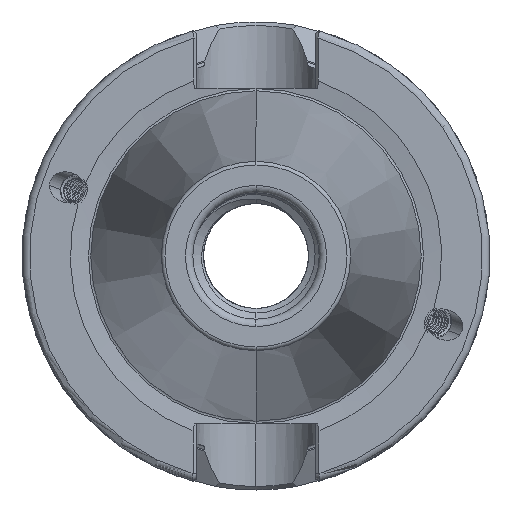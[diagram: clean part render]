
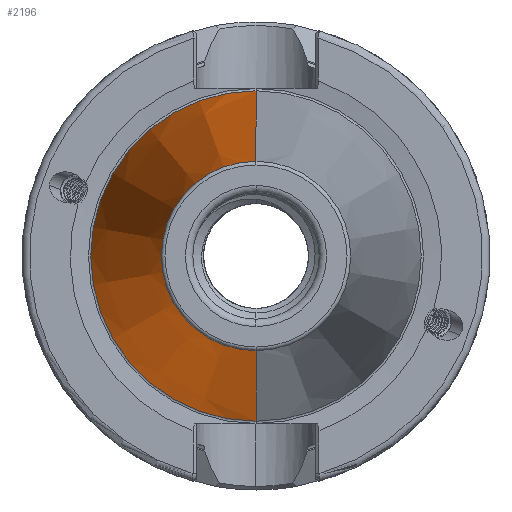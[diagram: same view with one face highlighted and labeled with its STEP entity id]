
A CAD part, left-side view. The second image highlights one B-rep face of the part: STEP entity #2196.
In plain terms, the highlighted conical face has half-angle 8.297 degrees and reference radius 22.24 mm.
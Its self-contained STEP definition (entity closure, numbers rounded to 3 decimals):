
#2196 = ADVANCED_FACE ( 'NONE', ( #5600 ), #5621, .T. ) ;
#3247 = VERTEX_POINT ( 'NONE', #19558 ) ;
#3252 = VERTEX_POINT ( 'NONE', #19592 ) ;
#3266 = VERTEX_POINT ( 'NONE', #18934 ) ;
#3283 = VERTEX_POINT ( 'NONE', #18916 ) ;
#5600 = FACE_OUTER_BOUND ( 'NONE', #23499, .T. ) ;
#5621 = CONICAL_SURFACE ( 'NONE', #7642, 22.24, 0.145 ) ;
#7194 = AXIS2_PLACEMENT_3D ( 'NONE', #18110, #18099, #18119 ) ;
#7200 = AXIS2_PLACEMENT_3D ( 'NONE', #18004, #18005, #18011 ) ;
#7642 = AXIS2_PLACEMENT_3D ( 'NONE', #37499, #37428, #37517 ) ;
#13496 = EDGE_CURVE ( 'NONE', #3266, #3283, #17377, .T. ) ;
#13524 = EDGE_CURVE ( 'NONE', #3247, #3252, #17398, .T. ) ;
#13585 = EDGE_CURVE ( 'NONE', #3252, #3283, #17394, .T. ) ;
#13601 = EDGE_CURVE ( 'NONE', #3247, #3266, #17463, .T. ) ;
#16537 = CARTESIAN_POINT ( 'NONE',  ( -0.9, 0., 22.24 ) ) ;
#16554 = DIRECTION ( 'NONE',  ( 0.99, 0., 0.144 ) ) ;
#16646 = CARTESIAN_POINT ( 'NONE',  ( -0.9, 0., -22.24 ) ) ;
#16651 = DIRECTION ( 'NONE',  ( 0.99, 0., -0.144 ) ) ;
#17377 = LINE ( 'NONE', #16537, #17405 ) ;
#17394 = CIRCLE ( 'NONE', #7200, 22.24 ) ;
#17398 = LINE ( 'NONE', #16646, #17420 ) ;
#17405 = VECTOR ( 'NONE', #16554, 1000. ) ;
#17420 = VECTOR ( 'NONE', #16651, 1000. ) ;
#17463 = CIRCLE ( 'NONE', #7194, 12.75 ) ;
#18004 = CARTESIAN_POINT ( 'NONE',  ( -0.9, 0., 0. ) ) ;
#18005 = DIRECTION ( 'NONE',  ( 1., 0., 0. ) ) ;
#18011 = DIRECTION ( 'NONE',  ( 0., 0., -1. ) ) ;
#18099 = DIRECTION ( 'NONE',  ( 1., 0., 0. ) ) ;
#18110 = CARTESIAN_POINT ( 'NONE',  ( -65.972, 0., 0. ) ) ;
#18119 = DIRECTION ( 'NONE',  ( 0., 0., -1. ) ) ;
#18916 = CARTESIAN_POINT ( 'NONE',  ( -0.9, 0., 22.24 ) ) ;
#18934 = CARTESIAN_POINT ( 'NONE',  ( -65.972, 0., 12.75 ) ) ;
#19558 = CARTESIAN_POINT ( 'NONE',  ( -65.972, 0., -12.75 ) ) ;
#19592 = CARTESIAN_POINT ( 'NONE',  ( -0.9, 0., -22.24 ) ) ;
#23499 = EDGE_LOOP ( 'NONE', ( #32859, #32805, #32901, #32834 ) ) ;
#32805 = ORIENTED_EDGE ( 'NONE', *, *, #13496, .T. ) ;
#32834 = ORIENTED_EDGE ( 'NONE', *, *, #13524, .F. ) ;
#32859 = ORIENTED_EDGE ( 'NONE', *, *, #13601, .T. ) ;
#32901 = ORIENTED_EDGE ( 'NONE', *, *, #13585, .F. ) ;
#37428 = DIRECTION ( 'NONE',  ( 1., 0., 0. ) ) ;
#37499 = CARTESIAN_POINT ( 'NONE',  ( -0.9, 0., 0. ) ) ;
#37517 = DIRECTION ( 'NONE',  ( 0., 0., -1. ) ) ;
